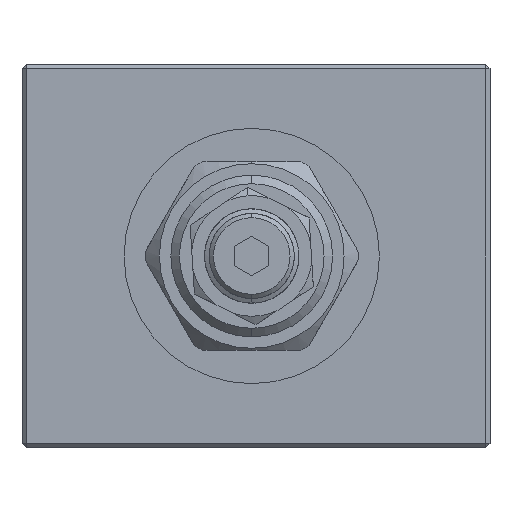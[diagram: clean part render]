
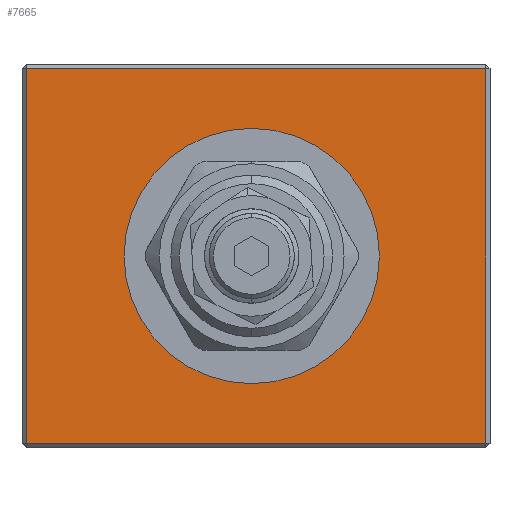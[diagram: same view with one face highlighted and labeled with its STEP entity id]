
A CAD part, left-side view. The second image highlights one B-rep face of the part: STEP entity #7665.
In plain terms, the highlighted planar face has unit normal (-1, 0, 0).
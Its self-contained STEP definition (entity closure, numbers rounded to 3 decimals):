
#281 = ORIENTED_EDGE ( 'NONE', *, *, #1424, .T. ) ;
#463 = DIRECTION ( 'NONE',  ( 0., 0., 1. ) ) ;
#484 = DIRECTION ( 'NONE',  ( 0., -1., 0. ) ) ;
#1424 = EDGE_CURVE ( 'NONE', #6988, #8963, #3794, .T. ) ;
#1457 = CARTESIAN_POINT ( 'NONE',  ( -37.5, 55., 22.5 ) ) ;
#1564 = CARTESIAN_POINT ( 'NONE',  ( -37.5, 0.5, 22. ) ) ;
#2072 = VERTEX_POINT ( 'NONE', #11098 ) ;
#2490 = DIRECTION ( 'NONE',  ( -1., 0., 0. ) ) ;
#2569 = CIRCLE ( 'NONE', #11741, 15. ) ;
#3558 = CARTESIAN_POINT ( 'NONE',  ( -37.5, 55., 22. ) ) ;
#3597 = LINE ( 'NONE', #12880, #11544 ) ;
#3607 = DIRECTION ( 'NONE',  ( 0., 1., 0. ) ) ;
#3794 = LINE ( 'NONE', #3558, #8990 ) ;
#4366 = AXIS2_PLACEMENT_3D ( 'NONE', #1457, #11844, #5659 ) ;
#4419 = CARTESIAN_POINT ( 'NONE',  ( -37.5, 54.5, 22. ) ) ;
#4572 = EDGE_CURVE ( 'NONE', #5098, #7084, #10529, .T. ) ;
#4903 = ORIENTED_EDGE ( 'NONE', *, *, #5447, .F. ) ;
#5054 = FACE_BOUND ( 'NONE', #12109, .T. ) ;
#5066 = DIRECTION ( 'NONE',  ( 0., -1., 0. ) ) ;
#5084 = AXIS2_PLACEMENT_3D ( 'NONE', #12896, #6764, #484 ) ;
#5098 = VERTEX_POINT ( 'NONE', #9332 ) ;
#5447 = EDGE_CURVE ( 'NONE', #10611, #2072, #2569, .T. ) ;
#5659 = DIRECTION ( 'NONE',  ( 0., 0., -1. ) ) ;
#6360 = LINE ( 'NONE', #9285, #8774 ) ;
#6764 = DIRECTION ( 'NONE',  ( -1., 0., 0. ) ) ;
#6988 = VERTEX_POINT ( 'NONE', #1564 ) ;
#7084 = VERTEX_POINT ( 'NONE', #13147 ) ;
#7150 = ORIENTED_EDGE ( 'NONE', *, *, #7683, .F. ) ;
#7578 = EDGE_LOOP ( 'NONE', ( #9527, #8577, #281, #10780 ) ) ;
#7665 = ADVANCED_FACE ( 'NONE', ( #12953, #5054 ), #8719, .F. ) ;
#7683 = EDGE_CURVE ( 'NONE', #2072, #10611, #9902, .T. ) ;
#8577 = ORIENTED_EDGE ( 'NONE', *, *, #12318, .T. ) ;
#8710 = CARTESIAN_POINT ( 'NONE',  ( -37.5, 28., 0. ) ) ;
#8719 = PLANE ( 'NONE',  #4366 ) ;
#8774 = VECTOR ( 'NONE', #12386, 1000. ) ;
#8963 = VERTEX_POINT ( 'NONE', #4419 ) ;
#8973 = CARTESIAN_POINT ( 'NONE',  ( -37.5, 43., 0. ) ) ;
#8990 = VECTOR ( 'NONE', #3607, 1000. ) ;
#9194 = CARTESIAN_POINT ( 'NONE',  ( -37.5, 55., -22. ) ) ;
#9285 = CARTESIAN_POINT ( 'NONE',  ( -37.5, 54.5, 22.5 ) ) ;
#9332 = CARTESIAN_POINT ( 'NONE',  ( -37.5, 54.5, -22. ) ) ;
#9527 = ORIENTED_EDGE ( 'NONE', *, *, #4572, .T. ) ;
#9756 = DIRECTION ( 'NONE',  ( 0., -1., 0. ) ) ;
#9902 = CIRCLE ( 'NONE', #5084, 15. ) ;
#10529 = LINE ( 'NONE', #9194, #12612 ) ;
#10611 = VERTEX_POINT ( 'NONE', #8973 ) ;
#10780 = ORIENTED_EDGE ( 'NONE', *, *, #13196, .T. ) ;
#11098 = CARTESIAN_POINT ( 'NONE',  ( -37.5, 13., 0. ) ) ;
#11544 = VECTOR ( 'NONE', #463, 1000. ) ;
#11741 = AXIS2_PLACEMENT_3D ( 'NONE', #8710, #2490, #9756 ) ;
#11844 = DIRECTION ( 'NONE',  ( 1., 0., 0. ) ) ;
#12109 = EDGE_LOOP ( 'NONE', ( #7150, #4903 ) ) ;
#12318 = EDGE_CURVE ( 'NONE', #7084, #6988, #3597, .T. ) ;
#12386 = DIRECTION ( 'NONE',  ( 0., 0., -1. ) ) ;
#12612 = VECTOR ( 'NONE', #5066, 1000. ) ;
#12880 = CARTESIAN_POINT ( 'NONE',  ( -37.5, 0.5, 22.5 ) ) ;
#12896 = CARTESIAN_POINT ( 'NONE',  ( -37.5, 28., 0. ) ) ;
#12953 = FACE_OUTER_BOUND ( 'NONE', #7578, .T. ) ;
#13147 = CARTESIAN_POINT ( 'NONE',  ( -37.5, 0.5, -22. ) ) ;
#13196 = EDGE_CURVE ( 'NONE', #8963, #5098, #6360, .T. ) ;
